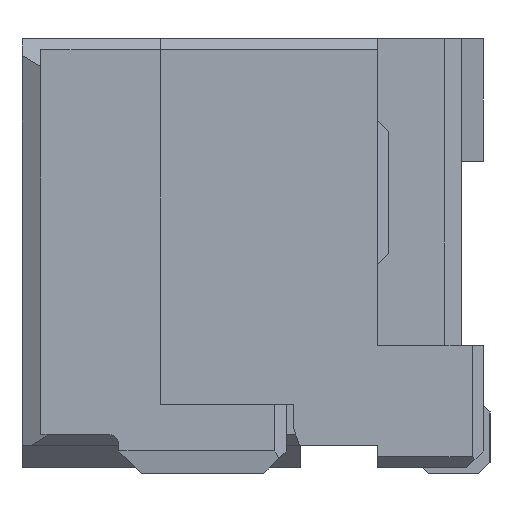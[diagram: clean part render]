
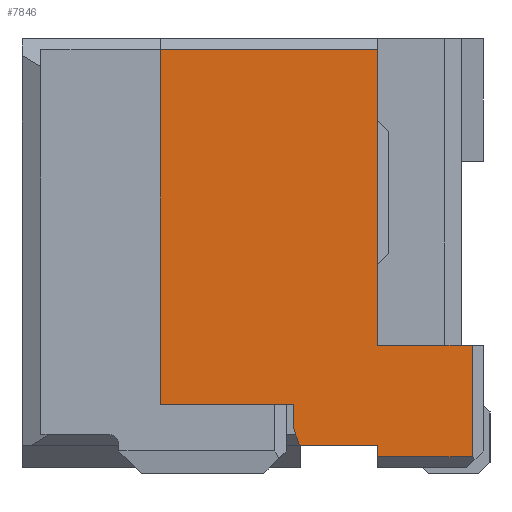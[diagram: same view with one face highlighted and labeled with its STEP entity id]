
A CAD part, left-side view. The second image highlights one B-rep face of the part: STEP entity #7846.
In plain terms, the highlighted planar face has unit normal (-1, 0, 0).
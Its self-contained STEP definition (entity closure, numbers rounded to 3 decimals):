
#1598=DIRECTION('',(0.,0.,-1.));
#1599=VECTOR('',#1598,0.1);
#1600=CARTESIAN_POINT('',(-10.775,-6.53,
-6.24));
#1601=LINE('',#1600,#1599);
#1610=DIRECTION('',(0.,-1.,0.));
#1611=VECTOR('',#1610,0.85);
#1612=CARTESIAN_POINT('',(-10.775,-6.53,-5.34));
#1613=LINE('',#1612,#1611);
#1614=DIRECTION('',(0.,1.,0.));
#1615=VECTOR('',#1614,0.7);
#1616=CARTESIAN_POINT('',(-10.775,-6.53,
-6.24));
#1617=LINE('',#1616,#1615);
#1618=DIRECTION('',(0.,-0.316,-0.949));
#1619=VECTOR('',#1618,0.158);
#1620=CARTESIAN_POINT('',(-10.775,-5.78,
-6.09));
#1621=LINE('',#1620,#1619);
#1622=DIRECTION('',(0.,1.,0.));
#1623=VECTOR('',#1622,1.2);
#1624=CARTESIAN_POINT('',(-10.775,-5.78,
-5.87));
#1625=LINE('',#1624,#1623);
#1626=DIRECTION('',(0.,-1.,0.));
#1627=VECTOR('',#1626,1.95);
#1628=CARTESIAN_POINT('',(-10.775,-4.58,
-2.69));
#1629=LINE('',#1628,#1627);
#1630=DIRECTION('',(0.,0.,-1.));
#1631=VECTOR('',#1630,2.65);
#1632=CARTESIAN_POINT('',(-10.775,-6.53,-2.69));
#1633=LINE('',#1632,#1631);
#1638=DIRECTION('',(0.,0.,1.));
#1639=VECTOR('',#1638,1.);
#1640=CARTESIAN_POINT('',(-10.775,-7.38,-6.34));
#1641=LINE('',#1640,#1639);
#1678=DIRECTION('',(0.,-1.,0.));
#1679=VECTOR('',#1678,0.85);
#1680=CARTESIAN_POINT('',(-10.775,-6.53,
-6.34));
#1681=LINE('',#1680,#1679);
#1730=DIRECTION('',(0.,0.,-1.));
#1731=VECTOR('',#1730,3.18);
#1732=CARTESIAN_POINT('',(-10.775,-4.58,
-2.69));
#1733=LINE('',#1732,#1731);
#1820=DIRECTION('',(0.,0.,-1.));
#1821=VECTOR('',#1820,0.22);
#1822=CARTESIAN_POINT('',(-10.775,-5.78,
-5.87));
#1823=LINE('',#1822,#1821);
#4659=CARTESIAN_POINT('',(-10.775,-6.53,
-6.24));
#4660=VERTEX_POINT('',#4659);
#4661=CARTESIAN_POINT('',(-10.775,-5.83,
-6.24));
#4662=VERTEX_POINT('',#4661);
#4703=CARTESIAN_POINT('',(-10.775,-5.78,
-6.09));
#4704=VERTEX_POINT('',#4703);
#4750=CARTESIAN_POINT('',(-10.775,-4.58,
-2.69));
#4751=CARTESIAN_POINT('',(-10.775,-4.58,
-5.87));
#4752=VERTEX_POINT('',#4750);
#4753=VERTEX_POINT('',#4751);
#4862=CARTESIAN_POINT('',(-10.775,-6.53,
-6.34));
#4863=VERTEX_POINT('',#4862);
#4908=CARTESIAN_POINT('',(-10.775,-6.53,-5.34));
#4909=VERTEX_POINT('',#4908);
#4910=CARTESIAN_POINT('',(-10.775,-7.38,-5.34));
#4911=VERTEX_POINT('',#4910);
#5264=CARTESIAN_POINT('',(-10.775,-6.53,-2.69));
#5265=VERTEX_POINT('',#5264);
#5266=CARTESIAN_POINT('',(-10.775,-5.78,
-5.87));
#5267=VERTEX_POINT('',#5266);
#5268=CARTESIAN_POINT('',(-10.775,-7.38,-6.34));
#5269=VERTEX_POINT('',#5268);
#7820=CARTESIAN_POINT('',(-10.775,-5.555,-4.005));
#7821=DIRECTION('',(-1.,0.,0.));
#7822=DIRECTION('',(0.,-1.,0.));
#7823=AXIS2_PLACEMENT_3D('',#7820,#7821,#7822);
#7824=PLANE('',#7823);
#7825=ORIENTED_EDGE('',*,*,#7772,.T.);
#7827=ORIENTED_EDGE('',*,*,#7826,.F.);
#7829=ORIENTED_EDGE('',*,*,#7828,.F.);
#7830=ORIENTED_EDGE('',*,*,#7809,.F.);
#7831=ORIENTED_EDGE('',*,*,#7449,.T.);
#7833=ORIENTED_EDGE('',*,*,#7832,.F.);
#7835=ORIENTED_EDGE('',*,*,#7834,.F.);
#7837=ORIENTED_EDGE('',*,*,#7836,.T.);
#7839=ORIENTED_EDGE('',*,*,#7838,.F.);
#7841=ORIENTED_EDGE('',*,*,#7840,.T.);
#7843=ORIENTED_EDGE('',*,*,#7842,.T.);
#7844=EDGE_LOOP('',(#7825,#7827,#7829,#7830,#7831,#7833,#7835,#7837,#7839,#7841,
#7843));
#7845=FACE_OUTER_BOUND('',#7844,.F.);
#7846=ADVANCED_FACE('',(#7845),#7824,.T.);
#7449=EDGE_CURVE('',#4660,#4662,#1617,.T.);
#7772=EDGE_CURVE('',#4909,#4911,#1613,.T.);
#7809=EDGE_CURVE('',#4660,#4863,#1601,.T.);
#7826=EDGE_CURVE('',#5269,#4911,#1641,.T.);
#7828=EDGE_CURVE('',#4863,#5269,#1681,.T.);
#7832=EDGE_CURVE('',#4704,#4662,#1621,.T.);
#7834=EDGE_CURVE('',#5267,#4704,#1823,.T.);
#7836=EDGE_CURVE('',#5267,#4753,#1625,.T.);
#7838=EDGE_CURVE('',#4752,#4753,#1733,.T.);
#7840=EDGE_CURVE('',#4752,#5265,#1629,.T.);
#7842=EDGE_CURVE('',#5265,#4909,#1633,.T.);
